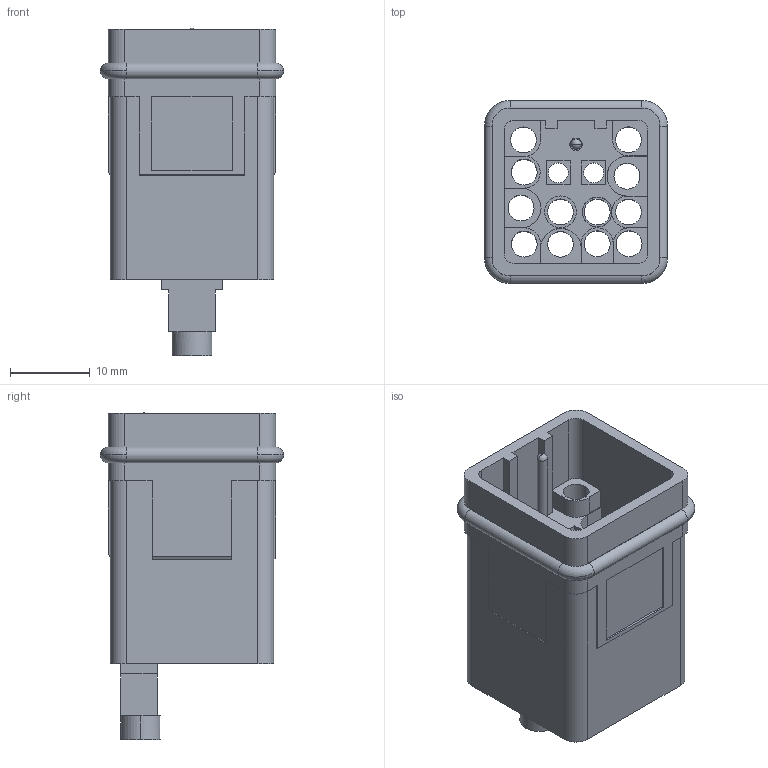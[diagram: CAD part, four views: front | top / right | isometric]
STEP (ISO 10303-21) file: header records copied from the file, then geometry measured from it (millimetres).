
FILE_DESCRIPTION (( 'STEP AP214' ), '1' );
FILE_NAME ('ZP-MC03A-1-MC012.step', '2015-08-12T18:05:09', ( '' ), ( '' ), 'SwSTEP 2.0', 'SolidWorks 2014', '' );
FILE_SCHEMA (( 'AUTOMOTIVE_DESIGN' ));
Length unit declared in the file: millimetre
Products named in the file (1): ZP-MC03A-1-MC012
Bounding box: 23 x 23 x 41.1 mm (x, y, z)
Volume: 7390.1 mm3; surface area: 8974.6 mm2
Topology: 7 solids, 7 shells, 277 faces, 753 edges, 496 vertices
Faces by surface type: plane 172, cylinder 89, torus 8, cone 4, sphere 2, bspline 2
Entity records: 9244 total; most frequent: CARTESIAN_POINT 1630, DIRECTION 1522, ORIENTED_EDGE 1506, EDGE_CURVE 753, AXIS2_PLACEMENT_3D 508, LINE 506, VECTOR 506, VERTEX_POINT 496
